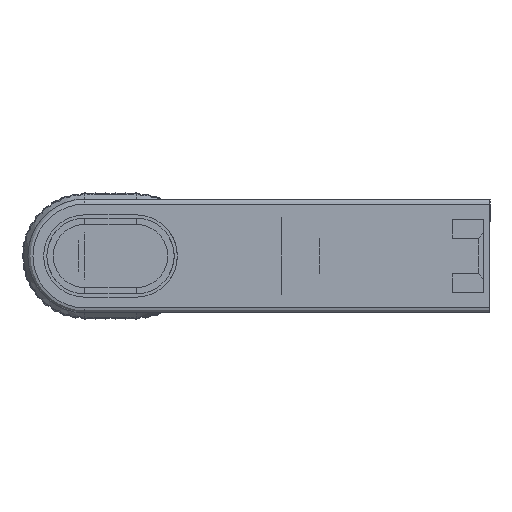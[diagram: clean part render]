
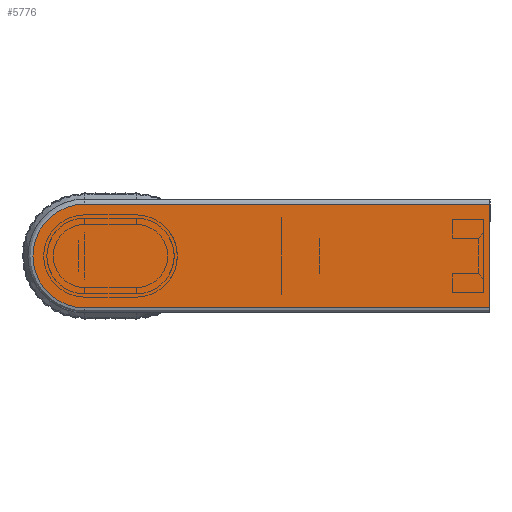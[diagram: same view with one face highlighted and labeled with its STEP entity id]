
A CAD part, left-side view. The second image highlights one B-rep face of the part: STEP entity #5776.
In plain terms, the highlighted planar face has unit normal (-1, 0, 0).
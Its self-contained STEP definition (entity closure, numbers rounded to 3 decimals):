
#341=PLANE('',#6301);
#394=FACE_OUTER_BOUND('',#786,.T.);
#786=EDGE_LOOP('',(#3828,#3829,#3830,#3831));
#1571=LINE('',#8128,#1792);
#1573=LINE('',#8135,#1794);
#1574=LINE('',#8143,#1795);
#1792=VECTOR('',#6839,10.);
#1794=VECTOR('',#6847,10.);
#1795=VECTOR('',#6858,10.);
#2013=CIRCLE('',#6294,4.1);
#2290=VERTEX_POINT('',#8125);
#2291=VERTEX_POINT('',#8127);
#2293=VERTEX_POINT('',#8133);
#2295=VERTEX_POINT('',#8138);
#2854=EDGE_CURVE('',#2290,#2291,#1571,.T.);
#2858=EDGE_CURVE('',#2293,#2290,#1573,.T.);
#2860=EDGE_CURVE('',#2295,#2293,#2013,.T.);
#2862=EDGE_CURVE('',#2295,#2291,#1574,.T.);
#3828=ORIENTED_EDGE('',*,*,#2862,.T.);
#3829=ORIENTED_EDGE('',*,*,#2854,.F.);
#3830=ORIENTED_EDGE('',*,*,#2858,.F.);
#3831=ORIENTED_EDGE('',*,*,#2860,.F.);
#5776=ADVANCED_FACE('',(#394),#341,.T.);
#6294=AXIS2_PLACEMENT_3D('',#8140,#6852,#6853);
#6301=AXIS2_PLACEMENT_3D('',#8155,#6872,#6873);
#6839=DIRECTION('',(0.,0.,-1.));
#6847=DIRECTION('',(0.,-1.,0.));
#6852=DIRECTION('center_axis',(1.,0.,0.));
#6853=DIRECTION('ref_axis',(0.,1.,0.));
#6858=DIRECTION('',(0.,-1.,0.));
#6872=DIRECTION('center_axis',(-1.,0.,0.));
#6873=DIRECTION('ref_axis',(0.,0.,1.));
#8125=CARTESIAN_POINT('',(-86.,-6.,4.1));
#8127=CARTESIAN_POINT('',(-86.,-6.,-4.1));
#8128=CARTESIAN_POINT('',(-86.,-6.,4.1));
#8133=CARTESIAN_POINT('',(-86.,26.,4.1));
#8135=CARTESIAN_POINT('',(-86.,-3.,4.1));
#8138=CARTESIAN_POINT('',(-86.,26.,-4.1));
#8140=CARTESIAN_POINT('Origin',(-86.,26.,0.));
#8143=CARTESIAN_POINT('',(-86.,-3.,-4.1));
#8155=CARTESIAN_POINT('Origin',(-86.,13.75,0.));
